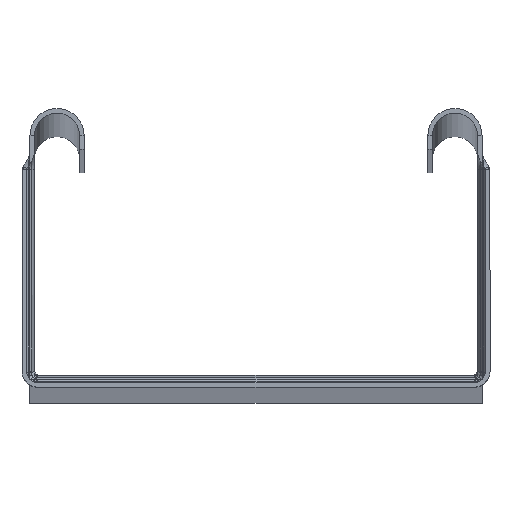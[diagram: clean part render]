
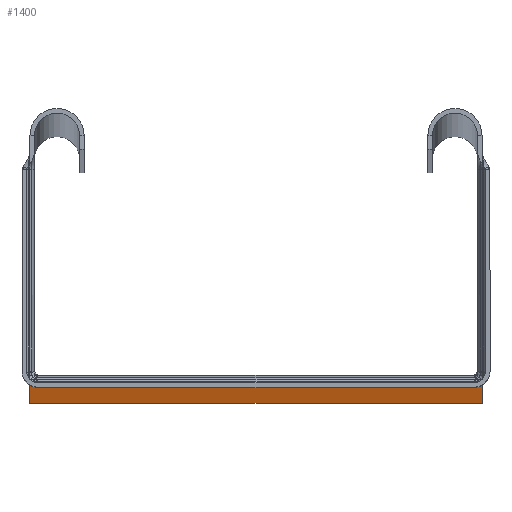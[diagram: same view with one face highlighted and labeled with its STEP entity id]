
A CAD part, top view. The second image highlights one B-rep face of the part: STEP entity #1400.
In plain terms, the highlighted planar face has unit normal (0, -1, 0).
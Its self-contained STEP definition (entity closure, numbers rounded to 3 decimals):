
#111 = DIRECTION ( 'NONE',  ( 1., 0., 0. ) ) ;
#120 = CARTESIAN_POINT ( 'NONE',  ( 48.374, 0., 2994.736 ) ) ;
#131 = CARTESIAN_POINT ( 'NONE',  ( 50., 0., 2993.848 ) ) ;
#295 = EDGE_CURVE ( 'NONE', #2198, #3193, #823, .T. ) ;
#304 = CARTESIAN_POINT ( 'NONE',  ( -48.069, 0., 2994.986 ) ) ;
#345 = LINE ( 'NONE', #3042, #960 ) ;
#402 = CARTESIAN_POINT ( 'NONE',  ( 0., 0., 0. ) ) ;
#443 = EDGE_LOOP ( 'NONE', ( #1328, #3026, #2075, #3256, #2453, #1893, #1831, #2984 ) ) ;
#487 = LINE ( 'NONE', #3147, #578 ) ;
#545 = VERTEX_POINT ( 'NONE', #3170 ) ;
#549 = VERTEX_POINT ( 'NONE', #2078 ) ;
#578 = VECTOR ( 'NONE', #2385, 1000. ) ;
#583 = VECTOR ( 'NONE', #3009, 1000. ) ;
#595 = CARTESIAN_POINT ( 'NONE',  ( 50., 0., 0. ) ) ;
#605 = CARTESIAN_POINT ( 'NONE',  ( -50., 0., 2993.848 ) ) ;
#738 = AXIS2_PLACEMENT_3D ( 'NONE', #1396, #3279, #1941 ) ;
#739 = CARTESIAN_POINT ( 'NONE',  ( -50., 0., 0. ) ) ;
#759 = CARTESIAN_POINT ( 'NONE',  ( -50., 0., 2993.848 ) ) ;
#823 = LINE ( 'NONE', #3261, #583 ) ;
#916 = CARTESIAN_POINT ( 'NONE',  ( 49.295, 0., 2994.189 ) ) ;
#933 = CARTESIAN_POINT ( 'NONE',  ( 48., 0., 2995.055 ) ) ;
#946 = DIRECTION ( 'NONE',  ( 0., 0., -1. ) ) ;
#960 = VECTOR ( 'NONE', #2760, 1000. ) ;
#967 = CARTESIAN_POINT ( 'NONE',  ( 50., 0., 2993.848 ) ) ;
#979 = CARTESIAN_POINT ( 'NONE',  ( 48., 0., 2995.055 ) ) ;
#983 = CARTESIAN_POINT ( 'NONE',  ( -50., 0., 3050. ) ) ;
#986 = CARTESIAN_POINT ( 'NONE',  ( 48.782, 0., 2994.471 ) ) ;
#988 = EDGE_CURVE ( 'NONE', #1751, #2198, #1334, .T. ) ;
#1004 = EDGE_CURVE ( 'NONE', #3392, #2596, #1179, .T. ) ;
#1109 = FACE_OUTER_BOUND ( 'NONE', #443, .T. ) ;
#1148 = CARTESIAN_POINT ( 'NONE',  ( -48.782, 0., 2994.471 ) ) ;
#1165 = CARTESIAN_POINT ( 'NONE',  ( -48.295, 0., 2994.794 ) ) ;
#1178 = EDGE_CURVE ( 'NONE', #549, #3468, #1540, .T. ) ;
#1179 = LINE ( 'NONE', #402, #1418 ) ;
#1198 = CARTESIAN_POINT ( 'NONE',  ( 48.614, 0., 2994.57 ) ) ;
#1328 = ORIENTED_EDGE ( 'NONE', *, *, #1340, .T. ) ;
#1334 = B_SPLINE_CURVE_WITH_KNOTS ( 'NONE', 3,
 ( #933, #2815, #2271, #3410, #120, #1198, #986, #916, #2564, #967 ),
 .UNSPECIFIED., .F., .F.,
 ( 4, 2, 2, 2, 4 ),
 ( 0., 0., 0.001, 0.001, 0.002 ),
 .UNSPECIFIED. ) ;
#1340 = EDGE_CURVE ( 'NONE', #3392, #545, #345, .T. ) ;
#1396 = CARTESIAN_POINT ( 'NONE',  ( 0., 0., 3050. ) ) ;
#1400 = ADVANCED_FACE ( 'NONE', ( #1109 ), #2181, .F. ) ;
#1415 = CARTESIAN_POINT ( 'NONE',  ( -48.614, 0., 2994.57 ) ) ;
#1418 = VECTOR ( 'NONE', #3356, 1000. ) ;
#1489 = EDGE_CURVE ( 'NONE', #3468, #2596, #1729, .T. ) ;
#1540 = B_SPLINE_CURVE_WITH_KNOTS ( 'NONE', 3,
 ( #2238, #304, #2448, #1165, #3252, #1415, #1148, #2222, #1962, #605 ),
 .UNSPECIFIED., .F., .F.,
 ( 4, 2, 2, 2, 4 ),
 ( 0., 0., 0.001, 0.001, 0.002 ),
 .UNSPECIFIED. ) ;
#1729 = LINE ( 'NONE', #983, #1921 ) ;
#1751 = VERTEX_POINT ( 'NONE', #979 ) ;
#1831 = ORIENTED_EDGE ( 'NONE', *, *, #1489, .T. ) ;
#1893 = ORIENTED_EDGE ( 'NONE', *, *, #1178, .T. ) ;
#1918 = EDGE_CURVE ( 'NONE', #1751, #549, #487, .T. ) ;
#1921 = VECTOR ( 'NONE', #946, 1000. ) ;
#1941 = DIRECTION ( 'NONE',  ( -1., 0., 0. ) ) ;
#1962 = CARTESIAN_POINT ( 'NONE',  ( -49.649, 0., 2994.021 ) ) ;
#2075 = ORIENTED_EDGE ( 'NONE', *, *, #295, .F. ) ;
#2078 = CARTESIAN_POINT ( 'NONE',  ( -48., 0., 2995.055 ) ) ;
#2149 = EDGE_CURVE ( 'NONE', #545, #3193, #2499, .T. ) ;
#2181 = PLANE ( 'NONE',  #738 ) ;
#2198 = VERTEX_POINT ( 'NONE', #131 ) ;
#2222 = CARTESIAN_POINT ( 'NONE',  ( -49.295, 0., 2994.189 ) ) ;
#2238 = CARTESIAN_POINT ( 'NONE',  ( -48., 0., 2995.055 ) ) ;
#2271 = CARTESIAN_POINT ( 'NONE',  ( 48.144, 0., 2994.919 ) ) ;
#2385 = DIRECTION ( 'NONE',  ( -1., 0., 0. ) ) ;
#2448 = CARTESIAN_POINT ( 'NONE',  ( -48.144, 0., 2994.919 ) ) ;
#2453 = ORIENTED_EDGE ( 'NONE', *, *, #1918, .T. ) ;
#2499 = LINE ( 'NONE', #3108, #3050 ) ;
#2564 = CARTESIAN_POINT ( 'NONE',  ( 49.649, 0., 2994.021 ) ) ;
#2596 = VERTEX_POINT ( 'NONE', #739 ) ;
#2760 = DIRECTION ( 'NONE',  ( 1., 0., 0. ) ) ;
#2815 = CARTESIAN_POINT ( 'NONE',  ( 48.069, 0., 2994.986 ) ) ;
#2984 = ORIENTED_EDGE ( 'NONE', *, *, #1004, .F. ) ;
#3009 = DIRECTION ( 'NONE',  ( 0., 0., -1. ) ) ;
#3026 = ORIENTED_EDGE ( 'NONE', *, *, #2149, .T. ) ;
#3042 = CARTESIAN_POINT ( 'NONE',  ( 0., 0., 0. ) ) ;
#3050 = VECTOR ( 'NONE', #111, 1000. ) ;
#3108 = CARTESIAN_POINT ( 'NONE',  ( 48., 0., 0. ) ) ;
#3147 = CARTESIAN_POINT ( 'NONE',  ( 49., 0., 2995.055 ) ) ;
#3170 = CARTESIAN_POINT ( 'NONE',  ( 48., 0., 0. ) ) ;
#3193 = VERTEX_POINT ( 'NONE', #595 ) ;
#3252 = CARTESIAN_POINT ( 'NONE',  ( -48.374, 0., 2994.736 ) ) ;
#3256 = ORIENTED_EDGE ( 'NONE', *, *, #988, .F. ) ;
#3261 = CARTESIAN_POINT ( 'NONE',  ( 50., 0., 3050. ) ) ;
#3279 = DIRECTION ( 'NONE',  ( 0., 1., 0. ) ) ;
#3339 = CARTESIAN_POINT ( 'NONE',  ( -48., 0., 0. ) ) ;
#3356 = DIRECTION ( 'NONE',  ( -1., 0., 0. ) ) ;
#3392 = VERTEX_POINT ( 'NONE', #3339 ) ;
#3410 = CARTESIAN_POINT ( 'NONE',  ( 48.295, 0., 2994.794 ) ) ;
#3468 = VERTEX_POINT ( 'NONE', #759 ) ;
